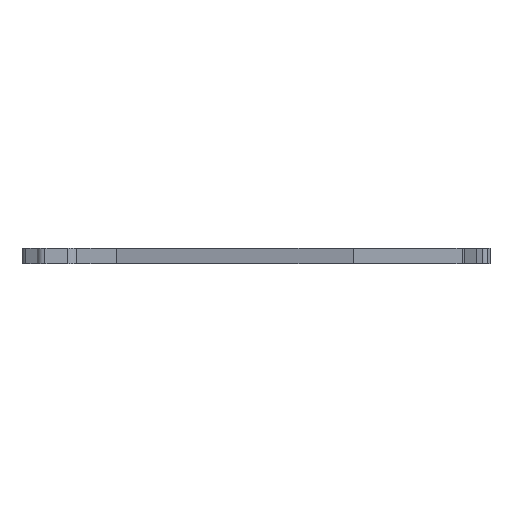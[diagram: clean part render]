
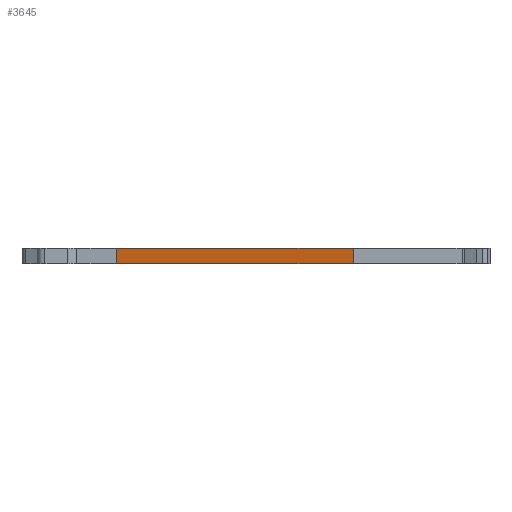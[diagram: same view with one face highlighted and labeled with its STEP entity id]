
A CAD part, left-side view. The second image highlights one B-rep face of the part: STEP entity #3645.
In plain terms, the highlighted face is planar.
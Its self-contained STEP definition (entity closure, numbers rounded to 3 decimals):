
#411=FACE_OUTER_BOUND('',#613,.T.);
#613=EDGE_LOOP('',(#2971,#2972,#2973,#2974));
#929=LINE('',#5772,#1307);
#931=LINE('',#5776,#1309);
#932=LINE('',#5778,#1310);
#933=LINE('',#5779,#1311);
#1307=VECTOR('',#4514,10.);
#1309=VECTOR('',#4518,10.);
#1310=VECTOR('',#4519,10.);
#1311=VECTOR('',#4520,10.);
#1676=VERTEX_POINT('',#5769);
#1677=VERTEX_POINT('',#5771);
#1678=VERTEX_POINT('',#5775);
#1679=VERTEX_POINT('',#5777);
#2142=EDGE_CURVE('',#1676,#1677,#929,.T.);
#2144=EDGE_CURVE('',#1676,#1678,#931,.T.);
#2145=EDGE_CURVE('',#1678,#1679,#932,.T.);
#2146=EDGE_CURVE('',#1677,#1679,#933,.T.);
#2971=ORIENTED_EDGE('',*,*,#2144,.T.);
#2972=ORIENTED_EDGE('',*,*,#2145,.T.);
#2973=ORIENTED_EDGE('',*,*,#2146,.F.);
#2974=ORIENTED_EDGE('',*,*,#2142,.F.);
#3490=PLANE('',#3895);
#3645=ADVANCED_FACE('',(#411),#3490,.T.);
#3895=AXIS2_PLACEMENT_3D('',#5774,#4516,#4517);
#4514=DIRECTION('',(1.,0.,0.));
#4516=DIRECTION('center_axis',(0.,0.228,-0.974));
#4517=DIRECTION('ref_axis',(0.,0.974,0.228));
#4518=DIRECTION('',(0.,0.974,0.228));
#4519=DIRECTION('',(1.,0.,0.));
#4520=DIRECTION('',(0.,0.974,0.228));
#5769=CARTESIAN_POINT('',(10.,66.905,-55.77));
#5771=CARTESIAN_POINT('',(20.,66.905,-55.77));
#5772=CARTESIAN_POINT('',(10.,66.905,-55.77));
#5774=CARTESIAN_POINT('Origin',(10.,66.905,-55.77));
#5775=CARTESIAN_POINT('',(10.,220.,-20.));
#5776=CARTESIAN_POINT('',(10.,66.905,-55.77));
#5777=CARTESIAN_POINT('',(20.,220.,-20.));
#5778=CARTESIAN_POINT('',(10.,220.,-20.));
#5779=CARTESIAN_POINT('',(20.,103.772,-47.156));
